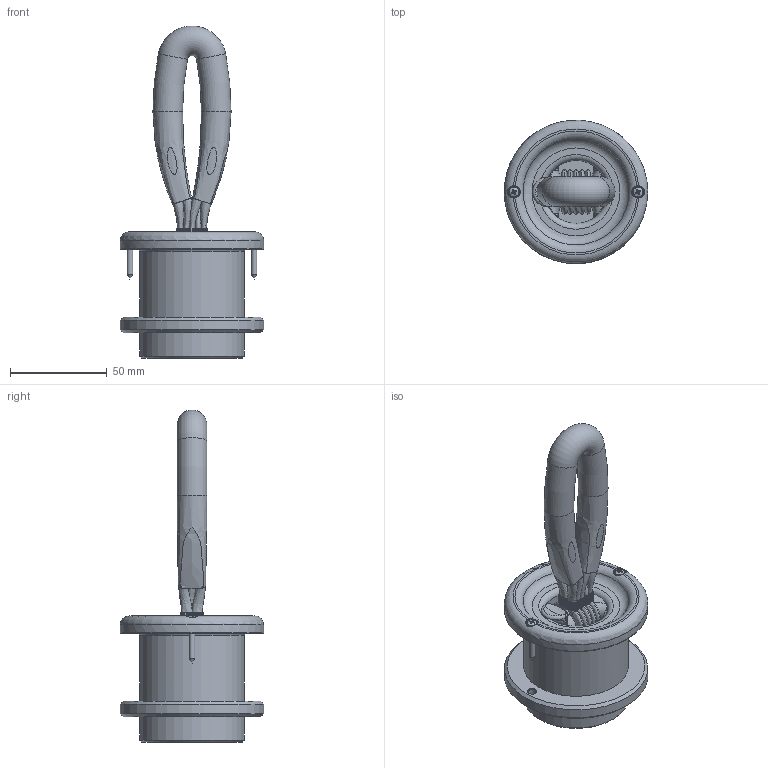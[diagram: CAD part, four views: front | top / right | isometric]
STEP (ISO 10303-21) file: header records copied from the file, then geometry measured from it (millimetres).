
FILE_DESCRIPTION(/* description */ (''),/* implementation_level */ '2;1');
FILE_NAME(/* name */ 'TL28.41.stp',/* time_stamp */ '2020-02-20T09:11:17+01:00',/* author */ ('lucade'),/* organization */ (''),/* preprocessor_version */ 'ST-DEVELOPER v16.5',/* originating_system */ 'Autodesk Inventor 2017',/* authorisation */ '');
FILE_SCHEMA (('AUTOMOTIVE_DESIGN { 1 0 10303 214 3 1 1 }'));
Length unit declared in the file: millimetre
Products named in the file (1): 20022000
Bounding box: 74 x 74 x 171.17 mm (x, y, z)
Volume: 195298.3 mm3; surface area: 42066.8 mm2
Topology: 11 solids, 15 shells, 672 faces, 1484 edges, 799 vertices
Faces by surface type: bspline 361, cylinder 146, plane 69, torus 63, cone 30, sphere 3
Full cylindrical faces by diameter (mm): 0.5 x8, 2.9 x2, 4.2 x2, 6 x2, 32.5 x1, 43.1 x1, 44.5 x1, 54 x2, 74 x2
Entity records: 29019 total; most frequent: CARTESIAN_POINT 15481, ORIENTED_EDGE 3110, DIRECTION 2693, EDGE_CURVE 1420, AXIS2_PLACEMENT_3D 1248, VERTEX_POINT 784, EDGE_LOOP 729, FACE_OUTER_BOUND 672
